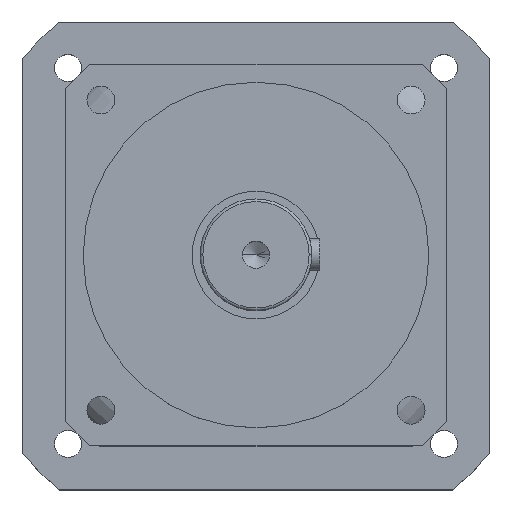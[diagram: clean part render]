
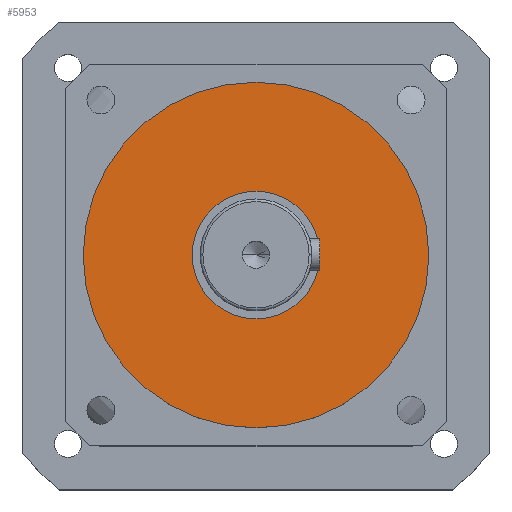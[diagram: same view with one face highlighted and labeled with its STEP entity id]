
A CAD part, top view. The second image highlights one B-rep face of the part: STEP entity #5953.
In plain terms, the highlighted planar face has unit normal (0, 0, 1).
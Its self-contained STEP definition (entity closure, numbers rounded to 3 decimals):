
#35 = DIRECTION ( 'NONE',  ( 1., 0., 0. ) ) ;
#36 = DIRECTION ( 'NONE',  ( 0., 0., 1. ) ) ;
#727 = AXIS2_PLACEMENT_3D ( 'NONE', #889, #3275, #6504 ) ;
#889 = CARTESIAN_POINT ( 'NONE',  ( 0., 65., -70. ) ) ;
#1093 = EDGE_CURVE ( 'NONE', #2441, #7538, #9398, .T. ) ;
#1148 = VERTEX_POINT ( 'NONE', #7881 ) ;
#1376 = AXIS2_PLACEMENT_3D ( 'NONE', #9609, #4835, #35 ) ;
#2020 = CARTESIAN_POINT ( 'NONE',  ( -65., 0., -70. ) ) ;
#2383 = ORIENTED_EDGE ( 'NONE', *, *, #9749, .F. ) ;
#2441 = VERTEX_POINT ( 'NONE', #2020 ) ;
#2544 = ORIENTED_EDGE ( 'NONE', *, *, #7797, .T. ) ;
#2695 = EDGE_CURVE ( 'NONE', #1148, #4677, #6668, .T. ) ;
#2752 = CARTESIAN_POINT ( 'NONE',  ( 0., 0., -70. ) ) ;
#2863 = FACE_BOUND ( 'NONE', #3905, .T. ) ;
#3037 = CARTESIAN_POINT ( 'NONE',  ( 0., 0., -70. ) ) ;
#3106 = FACE_OUTER_BOUND ( 'NONE', #3835, .T. ) ;
#3275 = DIRECTION ( 'NONE',  ( 0., 0., -1. ) ) ;
#3377 = ORIENTED_EDGE ( 'NONE', *, *, #2695, .F. ) ;
#3555 = DIRECTION ( 'NONE',  ( 1., 0., 0. ) ) ;
#3835 = EDGE_LOOP ( 'NONE', ( #2544, #8285 ) ) ;
#3852 = DIRECTION ( 'NONE',  ( 1., 0., 0. ) ) ;
#3905 = EDGE_LOOP ( 'NONE', ( #3377, #2383 ) ) ;
#4052 = CIRCLE ( 'NONE', #1376, 65. ) ;
#4677 = VERTEX_POINT ( 'NONE', #7190 ) ;
#4835 = DIRECTION ( 'NONE',  ( 0., 0., 1. ) ) ;
#4837 = CARTESIAN_POINT ( 'NONE',  ( 0., 0., -70. ) ) ;
#5456 = AXIS2_PLACEMENT_3D ( 'NONE', #3037, #8666, #3852 ) ;
#5650 = DIRECTION ( 'NONE',  ( 1., 0., 0. ) ) ;
#5815 = CARTESIAN_POINT ( 'NONE',  ( 65., 0., -70. ) ) ;
#5953 = ADVANCED_FACE ( 'NONE', ( #2863, #3106 ), #6438, .F. ) ;
#6438 = PLANE ( 'NONE',  #727 ) ;
#6504 = DIRECTION ( 'NONE',  ( -1., 0., 0. ) ) ;
#6668 = CIRCLE ( 'NONE', #9610, 24. ) ;
#7190 = CARTESIAN_POINT ( 'NONE',  ( -24., 0., -70. ) ) ;
#7538 = VERTEX_POINT ( 'NONE', #5815 ) ;
#7797 = EDGE_CURVE ( 'NONE', #7538, #2441, #4052, .T. ) ;
#7881 = CARTESIAN_POINT ( 'NONE',  ( 24., 0., -70. ) ) ;
#8285 = ORIENTED_EDGE ( 'NONE', *, *, #1093, .T. ) ;
#8339 = DIRECTION ( 'NONE',  ( 0., 0., 1. ) ) ;
#8666 = DIRECTION ( 'NONE',  ( 0., 0., 1. ) ) ;
#9029 = AXIS2_PLACEMENT_3D ( 'NONE', #4837, #36, #5650 ) ;
#9398 = CIRCLE ( 'NONE', #5456, 65. ) ;
#9609 = CARTESIAN_POINT ( 'NONE',  ( 0., 0., -70. ) ) ;
#9610 = AXIS2_PLACEMENT_3D ( 'NONE', #2752, #8339, #3555 ) ;
#9745 = CIRCLE ( 'NONE', #9029, 24. ) ;
#9749 = EDGE_CURVE ( 'NONE', #4677, #1148, #9745, .T. ) ;
